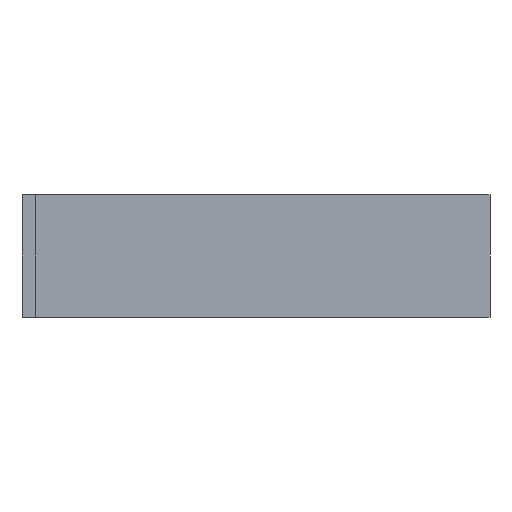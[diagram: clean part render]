
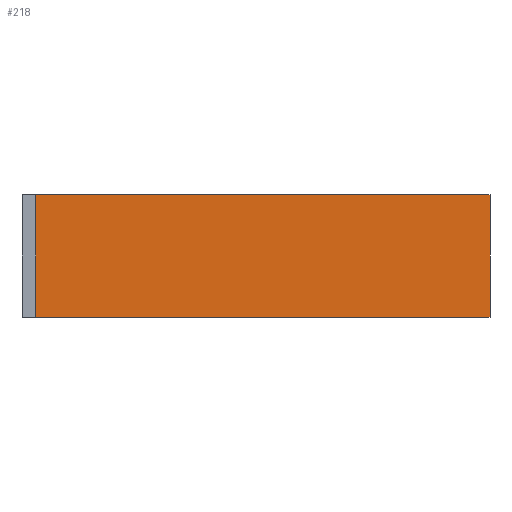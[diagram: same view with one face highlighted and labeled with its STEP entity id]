
A CAD part, front view. The second image highlights one B-rep face of the part: STEP entity #218.
In plain terms, the highlighted planar face has unit normal (0, -1, 0).
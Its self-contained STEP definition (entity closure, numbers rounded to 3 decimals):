
#15 = EDGE_CURVE ( 'NONE', #472, #331, #313, .T. ) ;
#41 = ORIENTED_EDGE ( 'NONE', *, *, #584, .F. ) ;
#70 = ORIENTED_EDGE ( 'NONE', *, *, #487, .F. ) ;
#86 = VECTOR ( 'NONE', #407, 1000. ) ;
#87 = ORIENTED_EDGE ( 'NONE', *, *, #422, .T. ) ;
#88 = ORIENTED_EDGE ( 'NONE', *, *, #15, .T. ) ;
#116 = CARTESIAN_POINT ( 'NONE',  ( 69., 10., 18. ) ) ;
#132 = EDGE_LOOP ( 'NONE', ( #88, #70, #41, #87 ) ) ;
#152 = DIRECTION ( 'NONE',  ( 1., 0., 0. ) ) ;
#155 = DIRECTION ( 'NONE',  ( -1., 0., 0. ) ) ;
#218 = ADVANCED_FACE ( 'NONE', ( #529 ), #291, .F. ) ;
#220 = CARTESIAN_POINT ( 'NONE',  ( 2., 10., 18. ) ) ;
#229 = DIRECTION ( 'NONE',  ( 1., 0., 0. ) ) ;
#252 = CARTESIAN_POINT ( 'NONE',  ( 69., 10., 0. ) ) ;
#273 = CARTESIAN_POINT ( 'NONE',  ( 69., 10., 18. ) ) ;
#288 = AXIS2_PLACEMENT_3D ( 'NONE', #116, #576, #155 ) ;
#290 = VECTOR ( 'NONE', #229, 1000. ) ;
#291 = PLANE ( 'NONE',  #288 ) ;
#292 = VECTOR ( 'NONE', #364, 1000. ) ;
#313 = LINE ( 'NONE', #424, #587 ) ;
#331 = VERTEX_POINT ( 'NONE', #252 ) ;
#342 = LINE ( 'NONE', #273, #86 ) ;
#359 = CARTESIAN_POINT ( 'NONE',  ( 69., 10., 18. ) ) ;
#364 = DIRECTION ( 'NONE',  ( 0., 0., -1. ) ) ;
#393 = VERTEX_POINT ( 'NONE', #359 ) ;
#407 = DIRECTION ( 'NONE',  ( 0., 0., -1. ) ) ;
#412 = VERTEX_POINT ( 'NONE', #220 ) ;
#422 = EDGE_CURVE ( 'NONE', #412, #472, #542, .T. ) ;
#424 = CARTESIAN_POINT ( 'NONE',  ( 69., 10., 0. ) ) ;
#427 = LINE ( 'NONE', #562, #290 ) ;
#456 = CARTESIAN_POINT ( 'NONE',  ( 2., 10., 18. ) ) ;
#472 = VERTEX_POINT ( 'NONE', #498 ) ;
#487 = EDGE_CURVE ( 'NONE', #393, #331, #342, .T. ) ;
#498 = CARTESIAN_POINT ( 'NONE',  ( 2., 10., 0. ) ) ;
#529 = FACE_OUTER_BOUND ( 'NONE', #132, .T. ) ;
#542 = LINE ( 'NONE', #456, #292 ) ;
#562 = CARTESIAN_POINT ( 'NONE',  ( 69., 10., 18. ) ) ;
#576 = DIRECTION ( 'NONE',  ( 0., 1., 0. ) ) ;
#584 = EDGE_CURVE ( 'NONE', #412, #393, #427, .T. ) ;
#587 = VECTOR ( 'NONE', #152, 1000. ) ;
